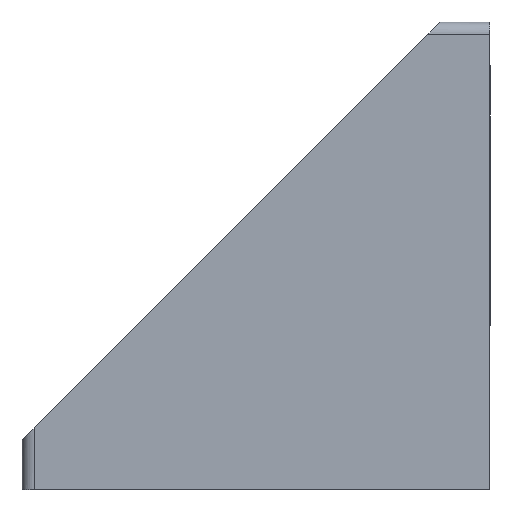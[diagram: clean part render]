
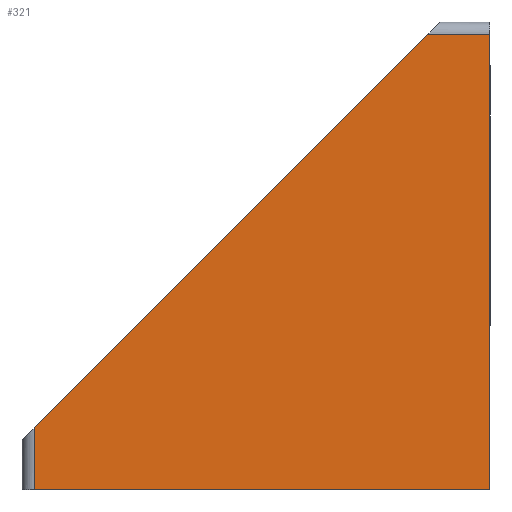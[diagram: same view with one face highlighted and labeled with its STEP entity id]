
A CAD part, left-side view. The second image highlights one B-rep face of the part: STEP entity #321.
In plain terms, the highlighted planar face has unit normal (-1, 0, 0).
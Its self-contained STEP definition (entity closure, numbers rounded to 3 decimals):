
#7 = CARTESIAN_POINT ( 'NONE',  ( 0., 0., -2. ) ) ;
#32 = ORIENTED_EDGE ( 'NONE', *, *, #93, .T. ) ;
#33 = CARTESIAN_POINT ( 'NONE',  ( 0., 0., -75. ) ) ;
#88 = VERTEX_POINT ( 'NONE', #447 ) ;
#93 = EDGE_CURVE ( 'NONE', #958, #561, #775, .T. ) ;
#145 = DIRECTION ( 'NONE',  ( 0., 0., -1. ) ) ;
#156 = ORIENTED_EDGE ( 'NONE', *, *, #185, .T. ) ;
#177 = VECTOR ( 'NONE', #729, 1000. ) ;
#185 = EDGE_CURVE ( 'NONE', #561, #257, #899, .T. ) ;
#187 = CARTESIAN_POINT ( 'NONE',  ( 0., 10., -2. ) ) ;
#212 = CARTESIAN_POINT ( 'NONE',  ( 0., 8., -2. ) ) ;
#257 = VERTEX_POINT ( 'NONE', #609 ) ;
#273 = AXIS2_PLACEMENT_3D ( 'NONE', #456, #762, #970 ) ;
#321 = ADVANCED_FACE ( 'NONE', ( #602 ), #842, .F. ) ;
#328 = ORIENTED_EDGE ( 'NONE', *, *, #375, .T. ) ;
#342 = DIRECTION ( 'NONE',  ( 0., 0., -1. ) ) ;
#357 = CARTESIAN_POINT ( 'NONE',  ( 0., 0., 0. ) ) ;
#361 = EDGE_CURVE ( 'NONE', #509, #88, #892, .T. ) ;
#375 = EDGE_CURVE ( 'NONE', #509, #958, #653, .T. ) ;
#447 = CARTESIAN_POINT ( 'NONE',  ( 0., 0., -75. ) ) ;
#451 = VECTOR ( 'NONE', #914, 1000. ) ;
#456 = CARTESIAN_POINT ( 'NONE',  ( 0., 0., 0. ) ) ;
#469 = VECTOR ( 'NONE', #145, 1000. ) ;
#509 = VERTEX_POINT ( 'NONE', #7 ) ;
#539 = DIRECTION ( 'NONE',  ( 0., 0.707, -0.707 ) ) ;
#540 = ORIENTED_EDGE ( 'NONE', *, *, #361, .F. ) ;
#561 = VERTEX_POINT ( 'NONE', #607 ) ;
#577 = CARTESIAN_POINT ( 'NONE',  ( 0., 73., -75. ) ) ;
#595 = LINE ( 'NONE', #33, #451 ) ;
#602 = FACE_OUTER_BOUND ( 'NONE', #741, .T. ) ;
#607 = CARTESIAN_POINT ( 'NONE',  ( 0., 73., -65. ) ) ;
#609 = CARTESIAN_POINT ( 'NONE',  ( 0., 73., -75. ) ) ;
#643 = VECTOR ( 'NONE', #342, 1000. ) ;
#653 = LINE ( 'NONE', #212, #177 ) ;
#660 = VECTOR ( 'NONE', #539, 1000. ) ;
#700 = ORIENTED_EDGE ( 'NONE', *, *, #820, .F. ) ;
#729 = DIRECTION ( 'NONE',  ( 0., 1., 0. ) ) ;
#741 = EDGE_LOOP ( 'NONE', ( #540, #328, #32, #156, #700 ) ) ;
#762 = DIRECTION ( 'NONE',  ( 1., 0., 0. ) ) ;
#775 = LINE ( 'NONE', #850, #660 ) ;
#820 = EDGE_CURVE ( 'NONE', #88, #257, #595, .T. ) ;
#842 = PLANE ( 'NONE',  #273 ) ;
#850 = CARTESIAN_POINT ( 'NONE',  ( 0., 8., 0. ) ) ;
#892 = LINE ( 'NONE', #357, #643 ) ;
#899 = LINE ( 'NONE', #577, #469 ) ;
#914 = DIRECTION ( 'NONE',  ( 0., 1., 0. ) ) ;
#958 = VERTEX_POINT ( 'NONE', #187 ) ;
#970 = DIRECTION ( 'NONE',  ( 0., 0., -1. ) ) ;
